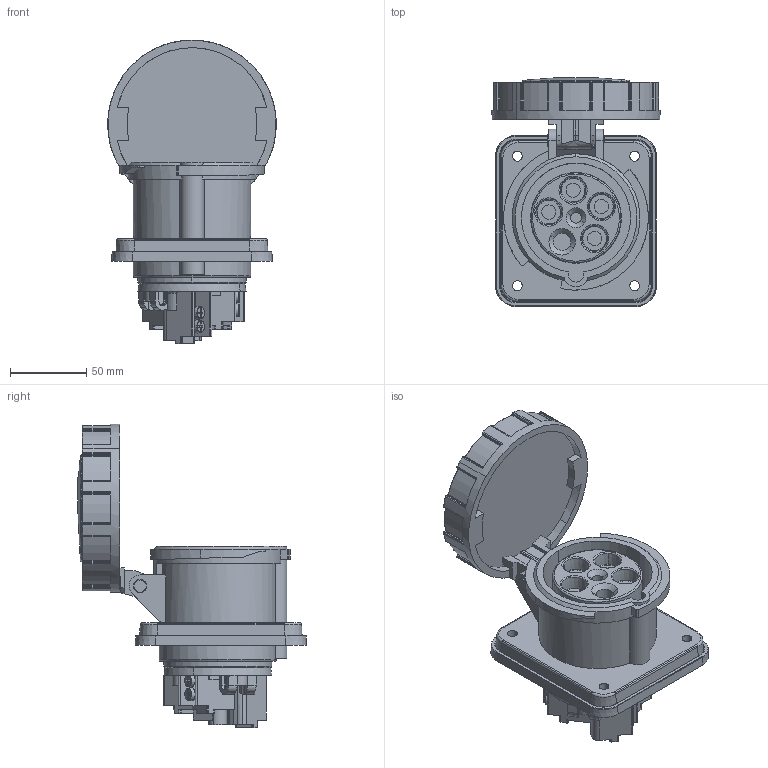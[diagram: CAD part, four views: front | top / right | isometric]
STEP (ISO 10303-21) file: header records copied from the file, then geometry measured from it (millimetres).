
FILE_DESCRIPTION (( 'STEP AP203' ), '1' );
FILE_NAME ('BRY560R7W.step', '2022-08-17T19:35:33', ( '' ), ( '' ), 'SwSTEP 2.0', 'SolidWorks 2021', '' );
FILE_SCHEMA (( 'CONFIG_CONTROL_DESIGN' ));
Length unit declared in the file: millimetre
Products named in the file (1): BRY560R7W
Bounding box: 110.31 x 150.27 x 199.16 mm (x, y, z)
Volume: 664429.7 mm3; surface area: 133682.7 mm2
Topology: 2 solids, 4 shells, 1770 faces, 4748 edges, 3044 vertices
Faces by surface type: plane 734, cylinder 684, torus 215, cone 96, bspline 37, sphere 4
Entity records: 57759 total; most frequent: CARTESIAN_POINT 13653, ORIENTED_EDGE 9456, DIRECTION 9293, EDGE_CURVE 4728, AXIS2_PLACEMENT_3D 3498, VERTEX_POINT 3044, VECTOR 2297, LINE 2297
